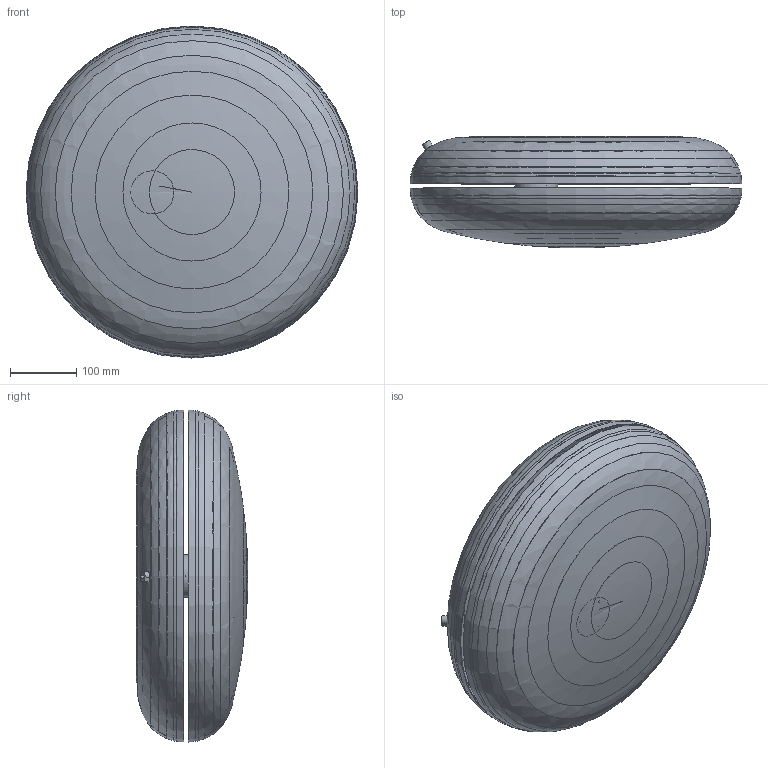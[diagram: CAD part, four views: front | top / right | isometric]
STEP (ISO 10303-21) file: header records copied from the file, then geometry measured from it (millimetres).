
FILE_DESCRIPTION(/* description */ (''),/* implementation_level */ '2;1');
FILE_NAME(/* name */ 'F542910200AXNE.stp',/* time_stamp */ '2020-01-14T10:19:14+01:00',/* author */ ('sghezzi'),/* organization */ (''),/* preprocessor_version */ 'ST-DEVELOPER v17.2',/* originating_system */ 'Autodesk Inventor 2019',/* authorisation */ '');
FILE_SCHEMA (('AUTOMOTIVE_DESIGN { 1 0 10303 214 3 1 1 }'));
Length unit declared in the file: millimetre
Products named in the file (28): 5429; 007542900_base_tavolo; 007542919_base_tavolo_forata; 007542901_supporto_cuscinetto; 065007450_VITE_M3x12_TSp+_Fe_ZnBi; 006542902_cuscinetto_sfere; tubo; 006542901_cuscinetto_sfere; 003542900_supporto; 006526620_VITE_M4x7_TCb+_ZnBi; 005353401_SUPPORTO_K2_ALIM_ELET_BCQ118; 005542900; 005353400_COP_ALIM_ELETTR_BCQ118; 005341706_GANCIO_STUCCHI_SVD; 065007481; 00529200_PL_CIRCOLINA_ART184-D-FF; 003542900_BLOCCACAVO_5922-3-16_NyBi; 065007451_Vite M3x16 TCb+ZnBi; 065012401_DADO_AUT_BA_M3_Zn; 006510070; 063022100; 060009000_DADO_ES_M10X1_H3_L13_ZnBi; disco; 007542902_copertura+perno; 007542920_copertura_saldata; 007542903_perno; 007542908_disco_x_perno; 060009002
Assembly tree (47 placements, depth 3):
  5429
    007542900_base_tavolo
      007542919_base_tavolo_forata
      007542901_supporto_cuscinetto
      065007450_VITE_M3x12_TSp+_Fe_ZnBi  x4
    006542902_cuscinetto_sfere
    tubo
    006542901_cuscinetto_sfere
    003542900_supporto
    006526620_VITE_M4x7_TCb+_ZnBi  x3
    005353401_SUPPORTO_K2_ALIM_ELET_BCQ118
    005542900
    005353400_COP_ALIM_ELETTR_BCQ118
    065007481  x5
    065012401_DADO_AUT_BA_M3_Zn  x7
    005341706_GANCIO_STUCCHI_SVD  x3
    00529200_PL_CIRCOLINA_ART184-D-FF
    003542900_BLOCCACAVO_5922-3-16_NyBi
    065007451_Vite M3x16 TCb+ZnBi  x2
    006510070
    063022100
    060009000_DADO_ES_M10X1_H3_L13_ZnBi
    disco
    007542902_copertura+perno
      007542920_copertura_saldata
      007542903_perno
      007542908_disco_x_perno
      060009002  x3
Bounding box: 500 x 168 x 500.09 mm (x, y, z)
Volume: 1665671.1 mm3; surface area: 1482431.9 mm2
Topology: 45 solids, 45 shells, 1079 faces, 2717 edges, 1797 vertices
Faces by surface type: plane 721, cylinder 226, cone 54, bspline 39, torus 34, sphere 5
Full cylindrical faces by diameter (mm): 0.01 x1, 2.2 x4, 2.3 x7, 2.459 x11, 3 x15, 3.1 x2, 3.2 x3, 3.242 x3, 3.5 x14, 3.7 x4, 3.8 x10, 4 x15, 4.5 x3, 5 x8, 5.6 x2, 6 x8, 6.1 x3, 7 x1, 7.2 x1, 8 x8, 8.376 x1, 10 x1, 10.5 x1, 11 x4, 18 x1, 19 x1, 20 x3, 26 x4, 30 x1, 35 x1
Entity records: 26705 total; most frequent: CARTESIAN_POINT 9571, DIRECTION 3473, ORIENTED_EDGE 3230, EDGE_CURVE 1615, AXIS2_PLACEMENT_3D 1279, VERTEX_POINT 1079, LINE 915, VECTOR 915
